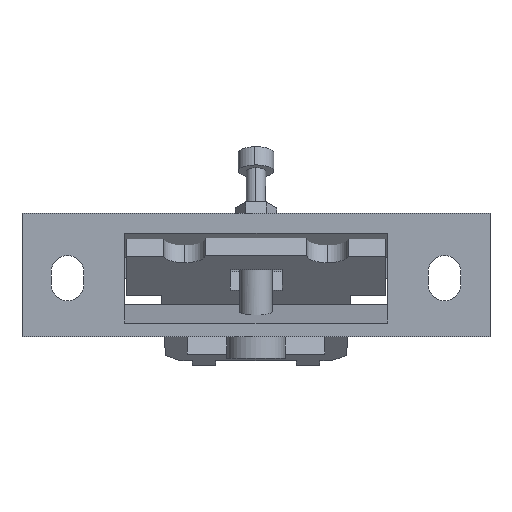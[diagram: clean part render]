
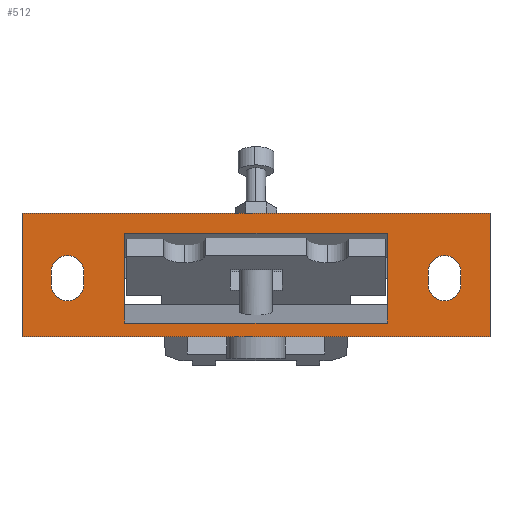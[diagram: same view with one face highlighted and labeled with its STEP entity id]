
A CAD part, top view. The second image highlights one B-rep face of the part: STEP entity #512.
In plain terms, the highlighted planar face has unit normal (0, 0, 1).
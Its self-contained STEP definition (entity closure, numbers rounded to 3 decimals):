
#58 = VECTOR ( 'NONE', #1184, 1000. ) ;
#60 = VECTOR ( 'NONE', #1190, 1000. ) ;
#64 = AXIS2_PLACEMENT_3D ( 'NONE', #1309, #1310, #1311 ) ;
#68 = AXIS2_PLACEMENT_3D ( 'NONE', #1204, #1235, #1236 ) ;
#77 = AXIS2_PLACEMENT_3D ( 'NONE', #1237, #1250, #1251 ) ;
#78 = VECTOR ( 'NONE', #1243, 1000. ) ;
#82 = VECTOR ( 'NONE', #1255, 1000. ) ;
#84 = VECTOR ( 'NONE', #1261, 1000. ) ;
#86 = VECTOR ( 'NONE', #1267, 1000. ) ;
#88 = VECTOR ( 'NONE', #1273, 1000. ) ;
#90 = VECTOR ( 'NONE', #1279, 1000. ) ;
#94 = VECTOR ( 'NONE', #1291, 1000. ) ;
#96 = AXIS2_PLACEMENT_3D ( 'NONE', #1252, #1304, #1305 ) ;
#103 = VECTOR ( 'NONE', #1321, 1000. ) ;
#512 = ADVANCED_FACE ( 'NONE', ( #952, #943, #938, #935 ), #2400, .F. ) ;
#607 = EDGE_CURVE ( 'NONE', #3478, #3372, #2723, .T. ) ;
#615 = EDGE_CURVE ( 'NONE', #3372, #3499, #2748, .T. ) ;
#727 = EDGE_CURVE ( 'NONE', #3498, #3478, #1182, .T. ) ;
#729 = EDGE_CURVE ( 'NONE', #3499, #3498, #1188, .T. ) ;
#748 = EDGE_CURVE ( 'NONE', #3480, #3507, #890, .T. ) ;
#750 = EDGE_CURVE ( 'NONE', #3507, #3371, #1241, .T. ) ;
#753 = EDGE_CURVE ( 'NONE', #3371, #3500, #889, .T. ) ;
#754 = EDGE_CURVE ( 'NONE', #3500, #3480, #1253, .T. ) ;
#756 = EDGE_CURVE ( 'NONE', #3464, #3492, #1259, .T. ) ;
#758 = EDGE_CURVE ( 'NONE', #3492, #3489, #1265, .T. ) ;
#760 = EDGE_CURVE ( 'NONE', #3489, #3471, #1271, .T. ) ;
#762 = EDGE_CURVE ( 'NONE', #3471, #3464, #1277, .T. ) ;
#766 = EDGE_CURVE ( 'NONE', #3374, #3029, #1289, .T. ) ;
#771 = EDGE_CURVE ( 'NONE', #3029, #3030, #888, .T. ) ;
#773 = EDGE_CURVE ( 'NONE', #3443, #3374, #886, .T. ) ;
#776 = EDGE_CURVE ( 'NONE', #3443, #3030, #1319, .T. ) ;
#886 = CIRCLE ( 'NONE', #64, 2.5 ) ;
#888 = CIRCLE ( 'NONE', #96, 2.5 ) ;
#889 = CIRCLE ( 'NONE', #77, 2.5 ) ;
#890 = CIRCLE ( 'NONE', #68, 2.5 ) ;
#935 = FACE_OUTER_BOUND ( 'NONE', #3347, .T. ) ;
#938 = FACE_BOUND ( 'NONE', #3346, .T. ) ;
#943 = FACE_BOUND ( 'NONE', #3344, .T. ) ;
#946 = AXIS2_PLACEMENT_3D ( 'NONE', #2401, #2402, #2403 ) ;
#952 = FACE_BOUND ( 'NONE', #3343, .T. ) ;
#1182 = LINE ( 'NONE', #1183, #58 ) ;
#1183 = CARTESIAN_POINT ( 'NONE',  ( 0., 10., 12.6 ) ) ;
#1184 = DIRECTION ( 'NONE',  ( 1., 0., 0. ) ) ;
#1188 = LINE ( 'NONE', #1189, #60 ) ;
#1189 = CARTESIAN_POINT ( 'NONE',  ( -36., 0.5, 12.6 ) ) ;
#1190 = DIRECTION ( 'NONE',  ( 0., 1., 0. ) ) ;
#1204 = CARTESIAN_POINT ( 'NONE',  ( -29., -1., 12.6 ) ) ;
#1235 = DIRECTION ( 'NONE',  ( 0., 0., 1. ) ) ;
#1236 = DIRECTION ( 'NONE',  ( -1., 0., 0. ) ) ;
#1237 = CARTESIAN_POINT ( 'NONE',  ( -29., 1., 12.6 ) ) ;
#1241 = LINE ( 'NONE', #1242, #78 ) ;
#1242 = CARTESIAN_POINT ( 'NONE',  ( -26.5, 0.5, 12.6 ) ) ;
#1243 = DIRECTION ( 'NONE',  ( 0., 1., 0. ) ) ;
#1250 = DIRECTION ( 'NONE',  ( 0., 0., 1. ) ) ;
#1251 = DIRECTION ( 'NONE',  ( -1., 0., 0. ) ) ;
#1252 = CARTESIAN_POINT ( 'NONE',  ( 29., -1., 12.6 ) ) ;
#1253 = LINE ( 'NONE', #1254, #82 ) ;
#1254 = CARTESIAN_POINT ( 'NONE',  ( -31.5, 0.5, 12.6 ) ) ;
#1255 = DIRECTION ( 'NONE',  ( 0., -1., 0. ) ) ;
#1259 = LINE ( 'NONE', #1260, #84 ) ;
#1260 = CARTESIAN_POINT ( 'NONE',  ( 0., -6.9, 12.6 ) ) ;
#1261 = DIRECTION ( 'NONE',  ( 1., 0., 0. ) ) ;
#1265 = LINE ( 'NONE', #1266, #86 ) ;
#1266 = CARTESIAN_POINT ( 'NONE',  ( 20.2, 0.5, 12.6 ) ) ;
#1267 = DIRECTION ( 'NONE',  ( 0., 1., 0. ) ) ;
#1271 = LINE ( 'NONE', #1272, #88 ) ;
#1272 = CARTESIAN_POINT ( 'NONE',  ( 0., 6.928, 12.6 ) ) ;
#1273 = DIRECTION ( 'NONE',  ( -1., 0., 0. ) ) ;
#1277 = LINE ( 'NONE', #1278, #90 ) ;
#1278 = CARTESIAN_POINT ( 'NONE',  ( -20.2, 0.5, 12.6 ) ) ;
#1279 = DIRECTION ( 'NONE',  ( 0., -1., 0. ) ) ;
#1289 = LINE ( 'NONE', #1290, #94 ) ;
#1290 = CARTESIAN_POINT ( 'NONE',  ( 26.5, 0.5, 12.6 ) ) ;
#1291 = DIRECTION ( 'NONE',  ( 0., -1., 0. ) ) ;
#1304 = DIRECTION ( 'NONE',  ( 0., 0., 1. ) ) ;
#1305 = DIRECTION ( 'NONE',  ( -1., 0., 0. ) ) ;
#1309 = CARTESIAN_POINT ( 'NONE',  ( 29., 1., 12.6 ) ) ;
#1310 = DIRECTION ( 'NONE',  ( 0., 0., 1. ) ) ;
#1311 = DIRECTION ( 'NONE',  ( -1., 0., 0. ) ) ;
#1319 = LINE ( 'NONE', #1320, #103 ) ;
#1320 = CARTESIAN_POINT ( 'NONE',  ( 31.5, 0., 12.6 ) ) ;
#1321 = DIRECTION ( 'NONE',  ( 0., -1., 0. ) ) ;
#1536 = CARTESIAN_POINT ( 'NONE',  ( 26.5, -1., 12.6 ) ) ;
#1538 = CARTESIAN_POINT ( 'NONE',  ( 31.5, -1., 12.6 ) ) ;
#1568 = CARTESIAN_POINT ( 'NONE',  ( -26.5, 1., 12.6 ) ) ;
#1570 = CARTESIAN_POINT ( 'NONE',  ( 36., -9., 12.6 ) ) ;
#1574 = CARTESIAN_POINT ( 'NONE',  ( 26.5, 1., 12.6 ) ) ;
#1712 = CARTESIAN_POINT ( 'NONE',  ( 31.5, 1., 12.6 ) ) ;
#1746 = CARTESIAN_POINT ( 'NONE',  ( -20.2, -6.9, 12.6 ) ) ;
#1760 = CARTESIAN_POINT ( 'NONE',  ( -20.2, 6.928, 12.6 ) ) ;
#1774 = CARTESIAN_POINT ( 'NONE',  ( 36., 10., 12.6 ) ) ;
#1778 = CARTESIAN_POINT ( 'NONE',  ( -31.5, -1., 12.6 ) ) ;
#1796 = CARTESIAN_POINT ( 'NONE',  ( 20.2, 6.928, 12.6 ) ) ;
#1802 = CARTESIAN_POINT ( 'NONE',  ( 20.2, -6.9, 12.6 ) ) ;
#1814 = CARTESIAN_POINT ( 'NONE',  ( -36., 10., 12.6 ) ) ;
#1816 = CARTESIAN_POINT ( 'NONE',  ( -36., -9., 12.6 ) ) ;
#1818 = CARTESIAN_POINT ( 'NONE',  ( -31.5, 1., 12.6 ) ) ;
#1832 = CARTESIAN_POINT ( 'NONE',  ( -26.5, -1., 12.6 ) ) ;
#2400 = PLANE ( 'NONE',  #946 ) ;
#2401 = CARTESIAN_POINT ( 'NONE',  ( -36., -9., 12.6 ) ) ;
#2402 = DIRECTION ( 'NONE',  ( 0., 0., -1. ) ) ;
#2403 = DIRECTION ( 'NONE',  ( 0., 1., 0. ) ) ;
#2723 = LINE ( 'NONE', #2724, #3535 ) ;
#2724 = CARTESIAN_POINT ( 'NONE',  ( 36., 0.5, 12.6 ) ) ;
#2725 = DIRECTION ( 'NONE',  ( 0., -1., 0. ) ) ;
#2748 = LINE ( 'NONE', #2749, #3567 ) ;
#2749 = CARTESIAN_POINT ( 'NONE',  ( 0., -9., 12.6 ) ) ;
#2750 = DIRECTION ( 'NONE',  ( -1., 0., 0. ) ) ;
#3029 = VERTEX_POINT ( 'NONE', #1536 ) ;
#3030 = VERTEX_POINT ( 'NONE', #1538 ) ;
#3168 = ORIENTED_EDGE ( 'NONE', *, *, #762, .F. ) ;
#3169 = ORIENTED_EDGE ( 'NONE', *, *, #760, .F. ) ;
#3170 = ORIENTED_EDGE ( 'NONE', *, *, #758, .F. ) ;
#3171 = ORIENTED_EDGE ( 'NONE', *, *, #756, .F. ) ;
#3172 = ORIENTED_EDGE ( 'NONE', *, *, #754, .F. ) ;
#3173 = ORIENTED_EDGE ( 'NONE', *, *, #753, .F. ) ;
#3174 = ORIENTED_EDGE ( 'NONE', *, *, #750, .F. ) ;
#3175 = ORIENTED_EDGE ( 'NONE', *, *, #748, .F. ) ;
#3176 = ORIENTED_EDGE ( 'NONE', *, *, #776, .T. ) ;
#3177 = ORIENTED_EDGE ( 'NONE', *, *, #766, .F. ) ;
#3178 = ORIENTED_EDGE ( 'NONE', *, *, #773, .F. ) ;
#3179 = ORIENTED_EDGE ( 'NONE', *, *, #771, .F. ) ;
#3180 = ORIENTED_EDGE ( 'NONE', *, *, #727, .F. ) ;
#3181 = ORIENTED_EDGE ( 'NONE', *, *, #729, .F. ) ;
#3182 = ORIENTED_EDGE ( 'NONE', *, *, #615, .F. ) ;
#3183 = ORIENTED_EDGE ( 'NONE', *, *, #607, .F. ) ;
#3343 = EDGE_LOOP ( 'NONE', ( #3169, #3170, #3171, #3168 ) ) ;
#3344 = EDGE_LOOP ( 'NONE', ( #3173, #3174, #3175, #3172 ) ) ;
#3346 = EDGE_LOOP ( 'NONE', ( #3177, #3178, #3176, #3179 ) ) ;
#3347 = EDGE_LOOP ( 'NONE', ( #3181, #3182, #3183, #3180 ) ) ;
#3371 = VERTEX_POINT ( 'NONE', #1568 ) ;
#3372 = VERTEX_POINT ( 'NONE', #1570 ) ;
#3374 = VERTEX_POINT ( 'NONE', #1574 ) ;
#3443 = VERTEX_POINT ( 'NONE', #1712 ) ;
#3464 = VERTEX_POINT ( 'NONE', #1746 ) ;
#3471 = VERTEX_POINT ( 'NONE', #1760 ) ;
#3478 = VERTEX_POINT ( 'NONE', #1774 ) ;
#3480 = VERTEX_POINT ( 'NONE', #1778 ) ;
#3489 = VERTEX_POINT ( 'NONE', #1796 ) ;
#3492 = VERTEX_POINT ( 'NONE', #1802 ) ;
#3498 = VERTEX_POINT ( 'NONE', #1814 ) ;
#3499 = VERTEX_POINT ( 'NONE', #1816 ) ;
#3500 = VERTEX_POINT ( 'NONE', #1818 ) ;
#3507 = VERTEX_POINT ( 'NONE', #1832 ) ;
#3535 = VECTOR ( 'NONE', #2725, 1000. ) ;
#3567 = VECTOR ( 'NONE', #2750, 1000. ) ;
